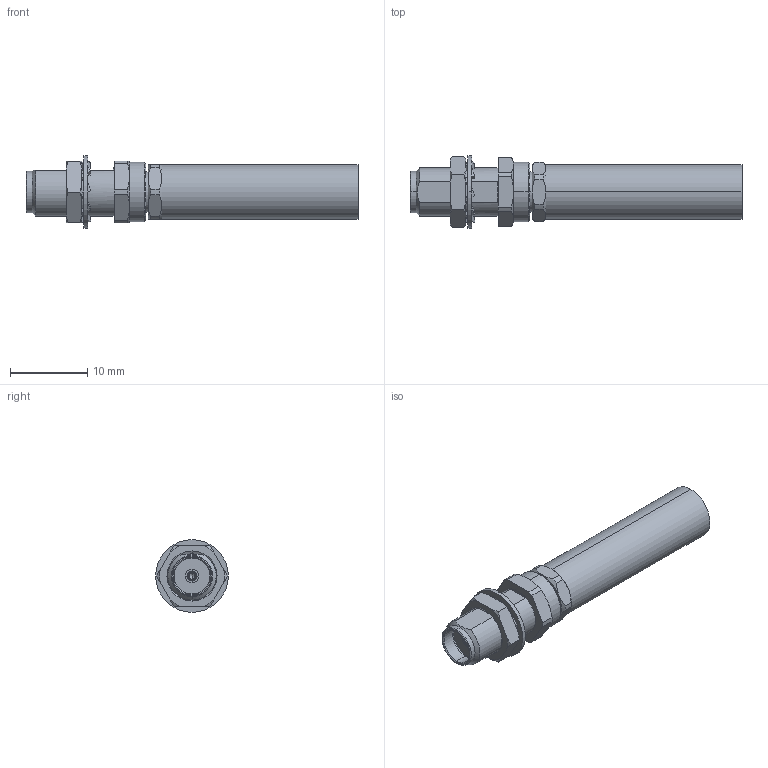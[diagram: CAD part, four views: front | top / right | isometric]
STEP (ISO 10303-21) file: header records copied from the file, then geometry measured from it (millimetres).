
FILE_DESCRIPTION (( 'STEP AP203' ), '1' );
FILE_NAME ('R125.308.000B.STEP', '2012-05-11T09:56:52', ( 'Radiall' ), ( 'Radiall' ), 'SwSTEP 2.0', 'SolidWorks 2011', '' );
FILE_SCHEMA (( 'CONFIG_CONTROL_DESIGN' ));
Length unit declared in the file: millimetre
Products named in the file (1): R125.308.000B
Bounding box: 43.01 x 9.4 x 9.4 mm (x, y, z)
Volume: 970.6 mm3; surface area: 2269.4 mm2
Topology: 1 solids, 1 shells, 239 faces, 644 edges, 413 vertices
Faces by surface type: plane 88, cylinder 83, cone 68
Entity records: 8108 total; most frequent: CARTESIAN_POINT 2168, ORIENTED_EDGE 1284, DIRECTION 1195, EDGE_CURVE 642, AXIS2_PLACEMENT_3D 484, VERTEX_POINT 413, EDGE_LOOP 269, CIRCLE 244
